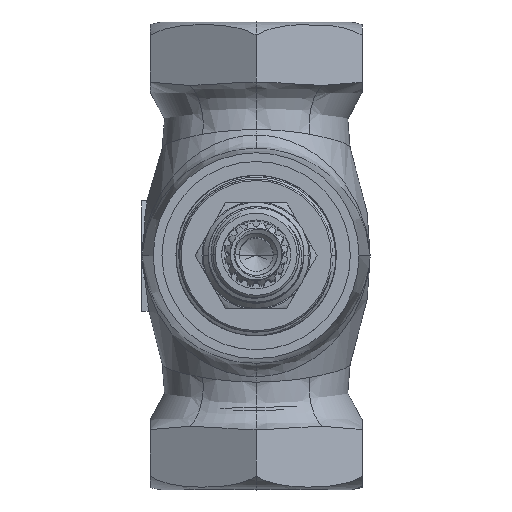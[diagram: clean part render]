
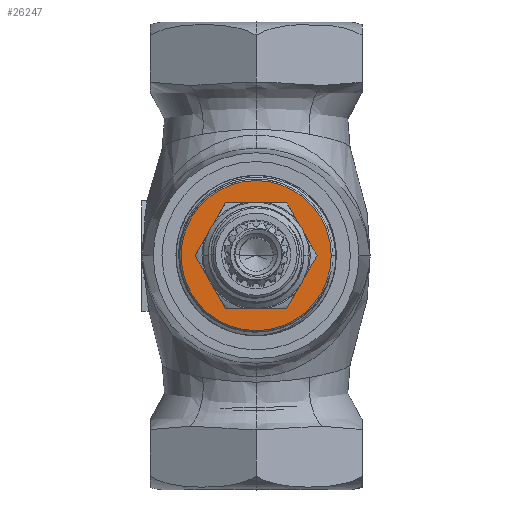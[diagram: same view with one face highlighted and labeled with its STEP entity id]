
A CAD part, top view. The second image highlights one B-rep face of the part: STEP entity #26247.
In plain terms, the highlighted planar face has unit normal (0, 0, 1).
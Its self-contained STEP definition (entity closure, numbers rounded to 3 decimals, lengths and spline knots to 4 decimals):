
#12171=DIRECTION('',(0.5,-0.866,0.));
#12172=VECTOR('',#12171,0.3591);
#12173=CARTESIAN_POINT('',(-0.3591,0.,1.3583));
#12174=LINE('',#12173,#12172);
#12175=DIRECTION('',(1.,0.,0.));
#12176=VECTOR('',#12175,0.3591);
#12177=CARTESIAN_POINT('',(-0.1796,-0.311,1.3583));
#12178=LINE('',#12177,#12176);
#12179=DIRECTION('',(0.5,0.866,0.));
#12180=VECTOR('',#12179,0.3591);
#12181=CARTESIAN_POINT('',(0.1796,-0.311,1.3583));
#12182=LINE('',#12181,#12180);
#12183=DIRECTION('',(-0.5,0.866,0.));
#12184=VECTOR('',#12183,0.3591);
#12185=CARTESIAN_POINT('',(0.3591,0.,1.3583));
#12186=LINE('',#12185,#12184);
#12187=DIRECTION('',(-1.,0.,0.));
#12188=VECTOR('',#12187,0.3591);
#12189=CARTESIAN_POINT('',(0.1796,0.311,1.3583));
#12190=LINE('',#12189,#12188);
#12191=DIRECTION('',(-0.5,-0.866,0.));
#12192=VECTOR('',#12191,0.3591);
#12193=CARTESIAN_POINT('',(-0.1796,0.311,1.3583));
#12194=LINE('',#12193,#12192);
#13011=CARTESIAN_POINT('',(0.,0.,1.3583));
#13012=DIRECTION('',(0.,0.,-1.));
#13013=DIRECTION('',(-1.,0.,0.));
#13014=AXIS2_PLACEMENT_3D('',#13011,#13012,#13013);
#13031=CARTESIAN_POINT('',(0.,0.,1.3583));
#13032=DIRECTION('',(0.,0.,1.));
#13033=DIRECTION('',(-1.,0.,0.));
#13034=AXIS2_PLACEMENT_3D('',#13031,#13032,#13033);
#23746=CARTESIAN_POINT('',(-0.3591,0.,1.3583));
#23747=CARTESIAN_POINT('',(-0.1796,-0.311,1.3583));
#23748=VERTEX_POINT('',#23746);
#23749=VERTEX_POINT('',#23747);
#23750=CARTESIAN_POINT('',(0.1796,-0.311,1.3583));
#23751=VERTEX_POINT('',#23750);
#23752=CARTESIAN_POINT('',(0.3591,0.,1.3583));
#23753=VERTEX_POINT('',#23752);
#23754=CARTESIAN_POINT('',(0.1796,0.311,1.3583));
#23755=VERTEX_POINT('',#23754);
#23756=CARTESIAN_POINT('',(-0.1796,0.311,1.3583));
#23757=VERTEX_POINT('',#23756);
#23766=CARTESIAN_POINT('',(-0.4424,0.,1.3583));
#23767=CARTESIAN_POINT('',(0.4424,0.,1.3583));
#23768=VERTEX_POINT('',#23766);
#23769=VERTEX_POINT('',#23767);
#26222=CARTESIAN_POINT('',(0.,0.,1.3583));
#26223=DIRECTION('',(0.,0.,-1.));
#26224=DIRECTION('',(1.,0.,0.));
#26225=AXIS2_PLACEMENT_3D('',#26222,#26223,#26224);
#26226=PLANE('',#26225);
#26228=ORIENTED_EDGE('',*,*,#26227,.F.);
#26230=ORIENTED_EDGE('',*,*,#26229,.T.);
#26231=EDGE_LOOP('',(#26228,#26230));
#26232=FACE_OUTER_BOUND('',#26231,.F.);
#26234=ORIENTED_EDGE('',*,*,#26233,.T.);
#26236=ORIENTED_EDGE('',*,*,#26235,.T.);
#26238=ORIENTED_EDGE('',*,*,#26237,.T.);
#26240=ORIENTED_EDGE('',*,*,#26239,.T.);
#26242=ORIENTED_EDGE('',*,*,#26241,.T.);
#26244=ORIENTED_EDGE('',*,*,#26243,.T.);
#26245=EDGE_LOOP('',(#26234,#26236,#26238,#26240,#26242,#26244));
#26246=FACE_BOUND('',#26245,.F.);
#26247=ADVANCED_FACE('',(#26232,#26246),#26226,.F.);
#13015=CIRCLE('',#13014,0.4424);
#13035=CIRCLE('',#13034,0.4424);
#26227=EDGE_CURVE('',#23768,#23769,#13035,.T.);
#26229=EDGE_CURVE('',#23768,#23769,#13015,.T.);
#26233=EDGE_CURVE('',#23748,#23749,#12174,.T.);
#26235=EDGE_CURVE('',#23749,#23751,#12178,.T.);
#26237=EDGE_CURVE('',#23751,#23753,#12182,.T.);
#26239=EDGE_CURVE('',#23753,#23755,#12186,.T.);
#26241=EDGE_CURVE('',#23755,#23757,#12190,.T.);
#26243=EDGE_CURVE('',#23757,#23748,#12194,.T.);
